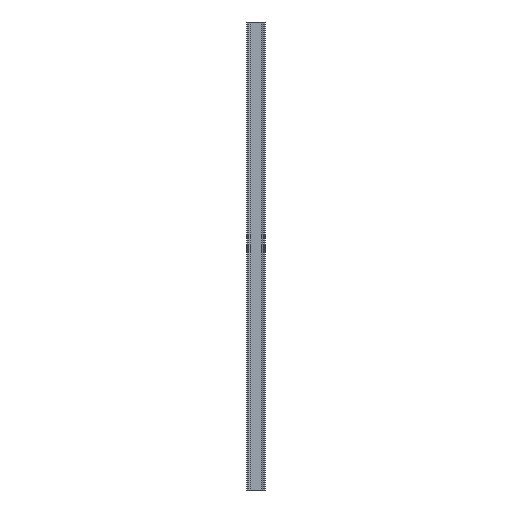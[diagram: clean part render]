
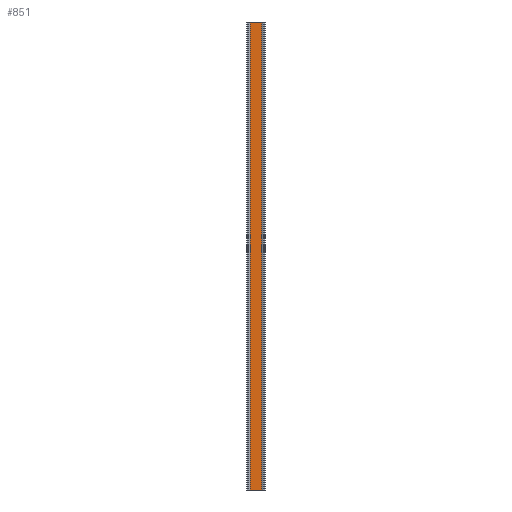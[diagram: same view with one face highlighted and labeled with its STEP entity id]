
A CAD part, front view. The second image highlights one B-rep face of the part: STEP entity #851.
In plain terms, the highlighted planar face has unit normal (0, -1, 0).
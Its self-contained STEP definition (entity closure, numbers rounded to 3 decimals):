
#82=FACE_OUTER_BOUND('',#124,.T.);
#124=EDGE_LOOP('',(#602,#603,#604,#605));
#200=LINE('',#1342,#288);
#201=LINE('',#1346,#289);
#202=LINE('',#1348,#290);
#203=LINE('',#1349,#291);
#288=VECTOR('',#1084,10.);
#289=VECTOR('',#1089,10.);
#290=VECTOR('',#1090,10.);
#291=VECTOR('',#1091,10.);
#370=VERTEX_POINT('',#1339);
#371=VERTEX_POINT('',#1341);
#372=VERTEX_POINT('',#1345);
#373=VERTEX_POINT('',#1347);
#465=EDGE_CURVE('',#370,#371,#200,.T.);
#467=EDGE_CURVE('',#370,#372,#201,.T.);
#468=EDGE_CURVE('',#372,#373,#202,.T.);
#469=EDGE_CURVE('',#373,#371,#203,.T.);
#602=ORIENTED_EDGE('',*,*,#467,.T.);
#603=ORIENTED_EDGE('',*,*,#468,.T.);
#604=ORIENTED_EDGE('',*,*,#469,.T.);
#605=ORIENTED_EDGE('',*,*,#465,.F.);
#777=PLANE('',#926);
#851=ADVANCED_FACE('',(#82),#777,.F.);
#926=AXIS2_PLACEMENT_3D('',#1344,#1087,#1088);
#1084=DIRECTION('',(0.,0.,-1.));
#1087=DIRECTION('center_axis',(0.,1.,0.));
#1088=DIRECTION('ref_axis',(1.,0.,0.));
#1089=DIRECTION('',(-1.,0.,0.));
#1090=DIRECTION('',(0.,0.,-1.));
#1091=DIRECTION('',(1.,0.,0.));
#1339=CARTESIAN_POINT('',(29.567,0.,0.));
#1341=CARTESIAN_POINT('',(29.567,0.,-2500.));
#1342=CARTESIAN_POINT('',(29.567,0.,0.));
#1344=CARTESIAN_POINT('Origin',(-29.567,0.,
0.));
#1345=CARTESIAN_POINT('',(-29.567,0.,0.));
#1346=CARTESIAN_POINT('',(29.567,0.,0.));
#1347=CARTESIAN_POINT('',(-29.567,0.,-2500.));
#1348=CARTESIAN_POINT('',(-29.567,0.,0.));
#1349=CARTESIAN_POINT('',(0.,0.,-2500.));
